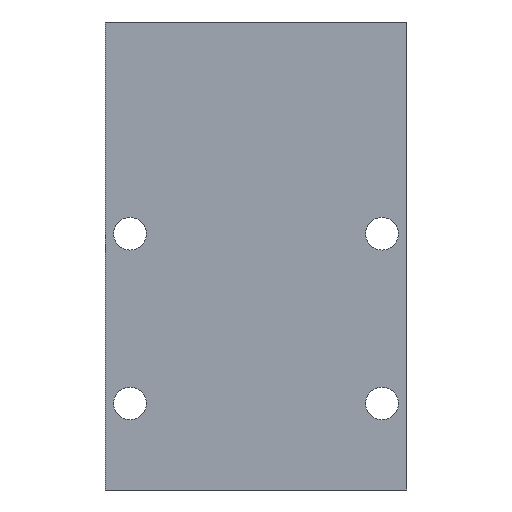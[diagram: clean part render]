
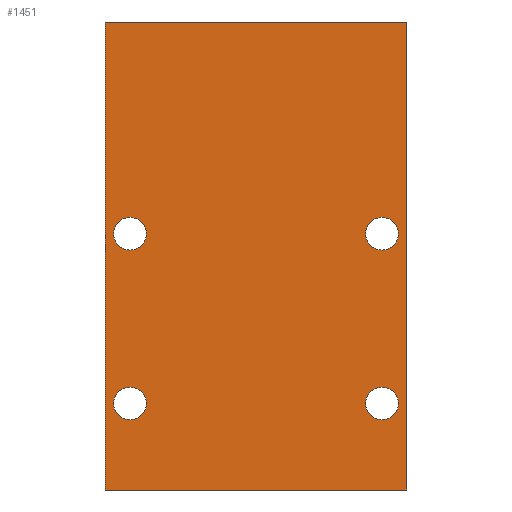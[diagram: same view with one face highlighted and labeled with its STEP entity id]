
A CAD part, front view. The second image highlights one B-rep face of the part: STEP entity #1451.
In plain terms, the highlighted planar face has unit normal (0, -1, 0).
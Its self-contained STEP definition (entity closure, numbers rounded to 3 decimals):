
#69 = EDGE_CURVE ( 'NONE', #2262, #773, #3585, .T. ) ;
#92 = VERTEX_POINT ( 'NONE', #634 ) ;
#135 = CIRCLE ( 'NONE', #1692, 1.93 ) ;
#145 = DIRECTION ( 'NONE',  ( 0., 0., -1. ) ) ;
#167 = CARTESIAN_POINT ( 'NONE',  ( 17.78, 1.905, -97.151 ) ) ;
#175 = VECTOR ( 'NONE', #1924, 1000. ) ;
#181 = FACE_BOUND ( 'NONE', #3788, .T. ) ;
#186 = CARTESIAN_POINT ( 'NONE',  ( 17.78, 1.905, 152.4 ) ) ;
#208 = DIRECTION ( 'NONE',  ( 0., 0., -1. ) ) ;
#257 = DIRECTION ( 'NONE',  ( 0., -1., 0. ) ) ;
#262 = CARTESIAN_POINT ( 'NONE',  ( 14.875, 1.905, -142.183 ) ) ;
#268 = CARTESIAN_POINT ( 'NONE',  ( -14.875, 1.905, -142.183 ) ) ;
#448 = CARTESIAN_POINT ( 'NONE',  ( 14.875, 1.905, -140.253 ) ) ;
#459 = CARTESIAN_POINT ( 'NONE',  ( -14.875, 1.905, -122.15 ) ) ;
#583 = EDGE_CURVE ( 'NONE', #1379, #1479, #2948, .T. ) ;
#603 = DIRECTION ( 'NONE',  ( 0., 0., -1. ) ) ;
#611 = CARTESIAN_POINT ( 'NONE',  ( -17.78, 1.905, 152.4 ) ) ;
#617 = CIRCLE ( 'NONE', #3332, 1.93 ) ;
#634 = CARTESIAN_POINT ( 'NONE',  ( -14.875, 1.905, -140.253 ) ) ;
#658 = DIRECTION ( 'NONE',  ( 0., 0., -1. ) ) ;
#689 = CIRCLE ( 'NONE', #2980, 1.93 ) ;
#731 = ORIENTED_EDGE ( 'NONE', *, *, #3432, .F. ) ;
#739 = DIRECTION ( 'NONE',  ( 0., 0., -1. ) ) ;
#754 = DIRECTION ( 'NONE',  ( 0., -1., 0. ) ) ;
#759 = CARTESIAN_POINT ( 'NONE',  ( -14.875, 1.905, -142.183 ) ) ;
#773 = VERTEX_POINT ( 'NONE', #2632 ) ;
#812 = DIRECTION ( 'NONE',  ( 0., 0., -1. ) ) ;
#838 = ORIENTED_EDGE ( 'NONE', *, *, #2935, .F. ) ;
#847 = EDGE_CURVE ( 'NONE', #2262, #1426, #1565, .T. ) ;
#876 = CARTESIAN_POINT ( 'NONE',  ( 14.875, 1.905, -124.08 ) ) ;
#1002 = CARTESIAN_POINT ( 'NONE',  ( 14.875, 1.905, -142.183 ) ) ;
#1045 = EDGE_CURVE ( 'NONE', #92, #3265, #617, .T. ) ;
#1088 = ORIENTED_EDGE ( 'NONE', *, *, #1045, .F. ) ;
#1113 = CARTESIAN_POINT ( 'NONE',  ( 17.78, 1.905, -152.4 ) ) ;
#1130 = VECTOR ( 'NONE', #3854, 1000. ) ;
#1143 = ORIENTED_EDGE ( 'NONE', *, *, #1171, .F. ) ;
#1171 = EDGE_CURVE ( 'NONE', #3913, #4118, #3061, .T. ) ;
#1183 = LINE ( 'NONE', #3949, #1130 ) ;
#1258 = DIRECTION ( 'NONE',  ( 0., 0., -1. ) ) ;
#1295 = CIRCLE ( 'NONE', #3602, 1.93 ) ;
#1316 = DIRECTION ( 'NONE',  ( 0., 0., -1. ) ) ;
#1378 = CARTESIAN_POINT ( 'NONE',  ( -14.875, 1.905, -124.08 ) ) ;
#1379 = VERTEX_POINT ( 'NONE', #1378 ) ;
#1407 = VERTEX_POINT ( 'NONE', #1113 ) ;
#1426 = VERTEX_POINT ( 'NONE', #167 ) ;
#1428 = ORIENTED_EDGE ( 'NONE', *, *, #583, .F. ) ;
#1451 = ADVANCED_FACE ( 'NONE', ( #2760, #1526, #181, #4159, #1470 ), #3075, .F. ) ;
#1470 = FACE_OUTER_BOUND ( 'NONE', #2035, .T. ) ;
#1479 = VERTEX_POINT ( 'NONE', #3002 ) ;
#1504 = AXIS2_PLACEMENT_3D ( 'NONE', #3928, #3916, #3904 ) ;
#1512 = EDGE_CURVE ( 'NONE', #4118, #3913, #135, .T. ) ;
#1526 = FACE_BOUND ( 'NONE', #4094, .T. ) ;
#1565 = LINE ( 'NONE', #1948, #175 ) ;
#1658 = EDGE_CURVE ( 'NONE', #3265, #92, #1295, .T. ) ;
#1692 = AXIS2_PLACEMENT_3D ( 'NONE', #2405, #2391, #2308 ) ;
#1698 = EDGE_LOOP ( 'NONE', ( #1428, #1894 ) ) ;
#1699 = EDGE_CURVE ( 'NONE', #1426, #1407, #2615, .T. ) ;
#1704 = VERTEX_POINT ( 'NONE', #448 ) ;
#1713 = DIRECTION ( 'NONE',  ( 0., -1., 0. ) ) ;
#1778 = AXIS2_PLACEMENT_3D ( 'NONE', #1865, #1713, #1258 ) ;
#1783 = EDGE_CURVE ( 'NONE', #773, #1407, #1183, .T. ) ;
#1849 = EDGE_LOOP ( 'NONE', ( #731, #838 ) ) ;
#1860 = CIRCLE ( 'NONE', #2906, 1.93 ) ;
#1865 = CARTESIAN_POINT ( 'NONE',  ( 14.875, 1.905, -122.15 ) ) ;
#1894 = ORIENTED_EDGE ( 'NONE', *, *, #3784, .F. ) ;
#1911 = AXIS2_PLACEMENT_3D ( 'NONE', #3205, #3172, #3116 ) ;
#1921 = CARTESIAN_POINT ( 'NONE',  ( -17.78, 1.905, -97.151 ) ) ;
#1924 = DIRECTION ( 'NONE',  ( 1., 0., 0. ) ) ;
#1948 = CARTESIAN_POINT ( 'NONE',  ( -17.78, 1.905, -97.151 ) ) ;
#1983 = VERTEX_POINT ( 'NONE', #3043 ) ;
#2035 = EDGE_LOOP ( 'NONE', ( #2725, #3785, #2153, #3617 ) ) ;
#2153 = ORIENTED_EDGE ( 'NONE', *, *, #69, .T. ) ;
#2262 = VERTEX_POINT ( 'NONE', #1921 ) ;
#2308 = DIRECTION ( 'NONE',  ( 0., 0., -1. ) ) ;
#2391 = DIRECTION ( 'NONE',  ( 0., -1., 0. ) ) ;
#2405 = CARTESIAN_POINT ( 'NONE',  ( 14.875, 1.905, -122.15 ) ) ;
#2536 = DIRECTION ( 'NONE',  ( 0., -1., 0. ) ) ;
#2568 = VECTOR ( 'NONE', #145, 1000. ) ;
#2615 = LINE ( 'NONE', #186, #2568 ) ;
#2632 = CARTESIAN_POINT ( 'NONE',  ( -17.78, 1.905, -152.4 ) ) ;
#2710 = DIRECTION ( 'NONE',  ( 0., -1., 0. ) ) ;
#2725 = ORIENTED_EDGE ( 'NONE', *, *, #1699, .F. ) ;
#2760 = FACE_BOUND ( 'NONE', #1849, .T. ) ;
#2867 = ORIENTED_EDGE ( 'NONE', *, *, #1658, .F. ) ;
#2906 = AXIS2_PLACEMENT_3D ( 'NONE', #459, #2710, #812 ) ;
#2935 = EDGE_CURVE ( 'NONE', #1704, #1983, #4160, .T. ) ;
#2948 = CIRCLE ( 'NONE', #1504, 1.93 ) ;
#2963 = CARTESIAN_POINT ( 'NONE',  ( 14.875, 1.905, -120.22 ) ) ;
#2980 = AXIS2_PLACEMENT_3D ( 'NONE', #262, #2536, #603 ) ;
#3002 = CARTESIAN_POINT ( 'NONE',  ( -14.875, 1.905, -120.22 ) ) ;
#3043 = CARTESIAN_POINT ( 'NONE',  ( 14.875, 1.905, -144.113 ) ) ;
#3051 = CARTESIAN_POINT ( 'NONE',  ( -14.875, 1.905, -144.113 ) ) ;
#3061 = CIRCLE ( 'NONE', #1778, 1.93 ) ;
#3075 = PLANE ( 'NONE',  #1911 ) ;
#3116 = DIRECTION ( 'NONE',  ( 0., 0., 1. ) ) ;
#3160 = ORIENTED_EDGE ( 'NONE', *, *, #1512, .F. ) ;
#3172 = DIRECTION ( 'NONE',  ( 0., 1., 0. ) ) ;
#3205 = CARTESIAN_POINT ( 'NONE',  ( 17.78, 1.905, 152.4 ) ) ;
#3206 = DIRECTION ( 'NONE',  ( 0., -1., 0. ) ) ;
#3265 = VERTEX_POINT ( 'NONE', #3051 ) ;
#3332 = AXIS2_PLACEMENT_3D ( 'NONE', #268, #257, #208 ) ;
#3432 = EDGE_CURVE ( 'NONE', #1983, #1704, #689, .T. ) ;
#3499 = VECTOR ( 'NONE', #658, 1000. ) ;
#3585 = LINE ( 'NONE', #611, #3499 ) ;
#3602 = AXIS2_PLACEMENT_3D ( 'NONE', #759, #754, #739 ) ;
#3617 = ORIENTED_EDGE ( 'NONE', *, *, #1783, .T. ) ;
#3784 = EDGE_CURVE ( 'NONE', #1479, #1379, #1860, .T. ) ;
#3785 = ORIENTED_EDGE ( 'NONE', *, *, #847, .F. ) ;
#3788 = EDGE_LOOP ( 'NONE', ( #1143, #3160 ) ) ;
#3854 = DIRECTION ( 'NONE',  ( 1., 0., 0. ) ) ;
#3904 = DIRECTION ( 'NONE',  ( 0., 0., -1. ) ) ;
#3913 = VERTEX_POINT ( 'NONE', #876 ) ;
#3916 = DIRECTION ( 'NONE',  ( 0., -1., 0. ) ) ;
#3928 = CARTESIAN_POINT ( 'NONE',  ( -14.875, 1.905, -122.15 ) ) ;
#3949 = CARTESIAN_POINT ( 'NONE',  ( 17.78, 1.905, -152.4 ) ) ;
#4009 = AXIS2_PLACEMENT_3D ( 'NONE', #1002, #3206, #1316 ) ;
#4094 = EDGE_LOOP ( 'NONE', ( #2867, #1088 ) ) ;
#4118 = VERTEX_POINT ( 'NONE', #2963 ) ;
#4159 = FACE_BOUND ( 'NONE', #1698, .T. ) ;
#4160 = CIRCLE ( 'NONE', #4009, 1.93 ) ;
